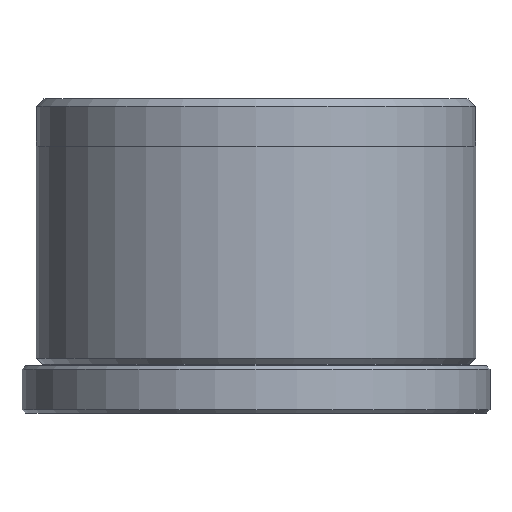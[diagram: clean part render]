
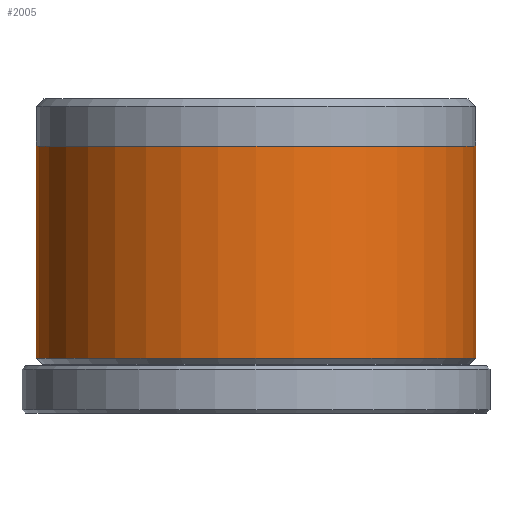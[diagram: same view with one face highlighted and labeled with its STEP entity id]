
A CAD part, front view. The second image highlights one B-rep face of the part: STEP entity #2005.
In plain terms, the highlighted cylindrical face has radius 14 mm (diameter 28 mm), a partial arc.
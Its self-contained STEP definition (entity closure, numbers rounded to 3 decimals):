
#53 = CARTESIAN_POINT ( 'NONE',  ( 14., 0., 17. ) ) ;
#82 = CIRCLE ( 'NONE', #2047, 14. ) ;
#134 = ORIENTED_EDGE ( 'NONE', *, *, #603, .F. ) ;
#354 = CARTESIAN_POINT ( 'NONE',  ( 14., 0., 3.5 ) ) ;
#389 = DIRECTION ( 'NONE',  ( 0., 0., -1. ) ) ;
#464 = LINE ( 'NONE', #803, #1970 ) ;
#572 = CARTESIAN_POINT ( 'NONE',  ( 0., 0., 20. ) ) ;
#603 = EDGE_CURVE ( 'NONE', #1129, #2072, #807, .T. ) ;
#632 = DIRECTION ( 'NONE',  ( -1., 0., 0. ) ) ;
#662 = AXIS2_PLACEMENT_3D ( 'NONE', #870, #1076, #1108 ) ;
#701 = CARTESIAN_POINT ( 'NONE',  ( -14., 0., 20. ) ) ;
#763 = CARTESIAN_POINT ( 'NONE',  ( -14., 0., 17. ) ) ;
#789 = DIRECTION ( 'NONE',  ( 1., 0., 0. ) ) ;
#795 = DIRECTION ( 'NONE',  ( 0., 0., 1. ) ) ;
#803 = CARTESIAN_POINT ( 'NONE',  ( 14., 0., 20. ) ) ;
#807 = CIRCLE ( 'NONE', #662, 14. ) ;
#810 = CARTESIAN_POINT ( 'NONE',  ( 0., 0., 17. ) ) ;
#870 = CARTESIAN_POINT ( 'NONE',  ( 0., 0., 3.5 ) ) ;
#915 = FACE_OUTER_BOUND ( 'NONE', #1253, .T. ) ;
#1043 = EDGE_CURVE ( 'NONE', #1520, #1337, #82, .T. ) ;
#1073 = DIRECTION ( 'NONE',  ( 0., 0., -1. ) ) ;
#1076 = DIRECTION ( 'NONE',  ( 0., 0., -1. ) ) ;
#1096 = EDGE_CURVE ( 'NONE', #1337, #1129, #464, .T. ) ;
#1107 = VECTOR ( 'NONE', #1073, 1000. ) ;
#1108 = DIRECTION ( 'NONE',  ( -1., 0., 0. ) ) ;
#1129 = VERTEX_POINT ( 'NONE', #354 ) ;
#1253 = EDGE_LOOP ( 'NONE', ( #2314, #1323, #2342, #134 ) ) ;
#1323 = ORIENTED_EDGE ( 'NONE', *, *, #1043, .F. ) ;
#1337 = VERTEX_POINT ( 'NONE', #53 ) ;
#1457 = AXIS2_PLACEMENT_3D ( 'NONE', #572, #389, #632 ) ;
#1520 = VERTEX_POINT ( 'NONE', #763 ) ;
#1537 = DIRECTION ( 'NONE',  ( 0., 0., -1. ) ) ;
#1723 = CYLINDRICAL_SURFACE ( 'NONE', #1457, 14. ) ;
#1970 = VECTOR ( 'NONE', #1537, 1000. ) ;
#2005 = ADVANCED_FACE ( 'NONE', ( #915 ), #1723, .T. ) ;
#2047 = AXIS2_PLACEMENT_3D ( 'NONE', #810, #795, #789 ) ;
#2072 = VERTEX_POINT ( 'NONE', #2345 ) ;
#2314 = ORIENTED_EDGE ( 'NONE', *, *, #1096, .F. ) ;
#2335 = LINE ( 'NONE', #701, #1107 ) ;
#2342 = ORIENTED_EDGE ( 'NONE', *, *, #2402, .T. ) ;
#2345 = CARTESIAN_POINT ( 'NONE',  ( -14., 0., 3.5 ) ) ;
#2402 = EDGE_CURVE ( 'NONE', #1520, #2072, #2335, .T. ) ;
